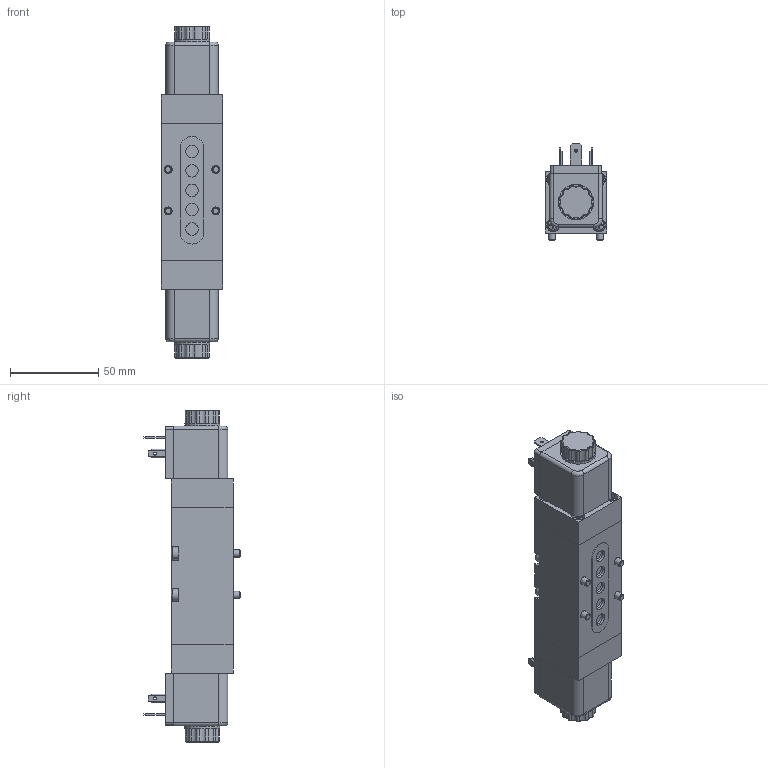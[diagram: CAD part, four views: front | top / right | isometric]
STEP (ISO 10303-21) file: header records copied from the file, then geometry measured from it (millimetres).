
FILE_DESCRIPTION (( 'STEP AP214' ), '1' );
FILE_NAME ('MC-07-530-HN-712_Airtec.step', '2018-12-21T08:36:31', ( '' ), ( '' ), 'SwSTEP 2.0', 'SolidWorks 2010', '' );
FILE_SCHEMA (( 'AUTOMOTIVE_DESIGN' ));
Length unit declared in the file: millimetre
Products named in the file (3): Volumenkörper4; Volumenkörper1; MC-07-530-HN-712_Airtec
Assembly tree (3 placements, depth 2):
  MC-07-530-HN-712_Airtec
    Volumenkörper4
    Volumenkörper1  x2
Bounding box: 35 x 54.6 x 188.2 mm (x, y, z)
Volume: 197588.4 mm3; surface area: 43520.9 mm2
Topology: 3 solids, 3 shells, 788 faces, 1960 edges, 1248 vertices
Faces by surface type: plane 310, cylinder 214, torus 114, cone 114, bspline 28, sphere 8
Full cylindrical faces by diameter (mm): 1.5 x2, 1.7 x4, 2.2 x16, 2.459 x2, 4 x4, 4.5 x4, 7 x14, 7.4 x8, 8 x2, 9.04 x4, 9.1 x2, 15 x2, 16 x2, 20 x4
Entity records: 28709 total; most frequent: CARTESIAN_POINT 8303, DIRECTION 3255, ORIENTED_EDGE 3212, EDGE_CURVE 1606, AXIS2_PLACEMENT_3D 1395, VERTEX_POINT 1071, EDGE_LOOP 877, FACE_OUTER_BOUND 786
